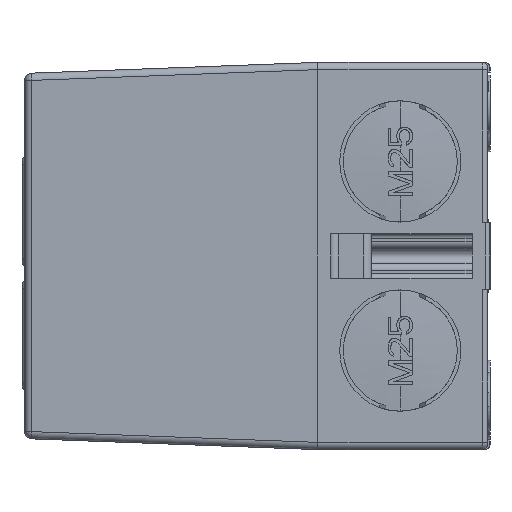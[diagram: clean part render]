
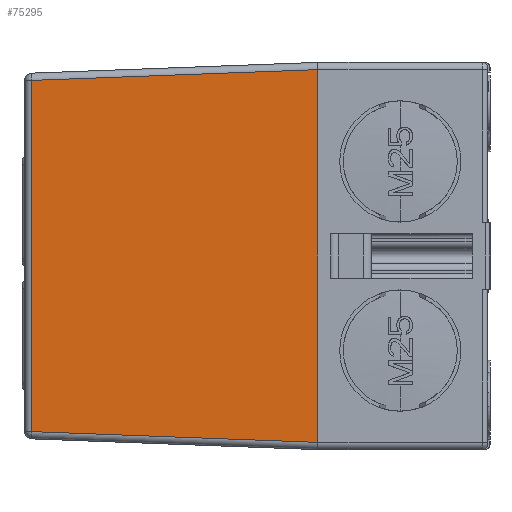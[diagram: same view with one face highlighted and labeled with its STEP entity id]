
A CAD part, left-side view. The second image highlights one B-rep face of the part: STEP entity #75295.
In plain terms, the highlighted planar face has unit normal (-0.999, 0.035, 0).
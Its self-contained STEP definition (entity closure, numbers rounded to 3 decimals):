
#64894=CARTESIAN_POINT('',(-67.4,-30.212,
-38.426));
#65030=DIRECTION('',(-0.035,-0.999,0.038));
#65031=VECTOR('',#65030,59.055);
#65032=CARTESIAN_POINT('',(-65.34,28.765,
36.205));
#65033=LINE('',#65032,#65031);
#65037=DIRECTION('',(0.,0.,-1.));
#65038=VECTOR('',#65037,76.852);
#65039=CARTESIAN_POINT('',(-67.4,-30.212,
38.426));
#65040=LINE('',#65039,#65038);
#65044=DIRECTION('',(0.035,0.999,0.038));
#65045=VECTOR('',#65044,59.055);
#65046=CARTESIAN_POINT('',(-67.4,-30.212,
-38.426));
#65047=LINE('',#65046,#65045);
#65058=DIRECTION('',(0.,0.,-1.));
#65059=VECTOR('',#65058,72.411);
#65060=CARTESIAN_POINT('',(-65.34,28.765,
36.205));
#65061=LINE('',#65060,#65059);
#73553=VERTEX_POINT('',#64894);
#73554=CARTESIAN_POINT('',(-67.4,-30.212,
38.426));
#73555=VERTEX_POINT('',#73554);
#73605=CARTESIAN_POINT('',(-65.34,28.765,
-36.205));
#73606=VERTEX_POINT('',#73605);
#73617=CARTESIAN_POINT('',(-65.34,28.765,
36.205));
#73618=VERTEX_POINT('',#73617);
#75283=CARTESIAN_POINT('',(-65.29,30.213,-39.925));
#75284=DIRECTION('',(-0.999,0.035,0.));
#75285=DIRECTION('',(-0.035,-0.999,0.));
#75286=AXIS2_PLACEMENT_3D('',#75283,#75284,#75285);
#75287=PLANE('',#75286);
#75289=ORIENTED_EDGE('',*,*,#75288,.F.);
#75290=ORIENTED_EDGE('',*,*,#75268,.T.);
#75291=ORIENTED_EDGE('',*,*,#75093,.T.);
#75292=ORIENTED_EDGE('',*,*,#75145,.T.);
#75293=EDGE_LOOP('',(#75289,#75290,#75291,#75292));
#75294=FACE_OUTER_BOUND('',#75293,.F.);
#75093=EDGE_CURVE('',#73555,#73553,#65040,.T.);
#75145=EDGE_CURVE('',#73553,#73606,#65047,.T.);
#75268=EDGE_CURVE('',#73618,#73555,#65033,.T.);
#75288=EDGE_CURVE('',#73618,#73606,#65061,.T.);
#75295=ADVANCED_FACE('',(#75294),#75287,.T.);
